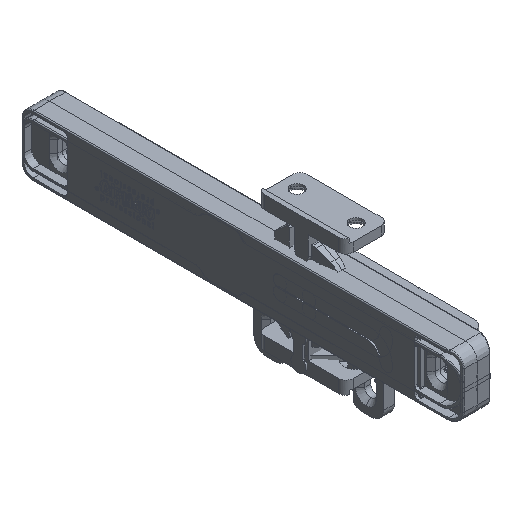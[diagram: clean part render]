
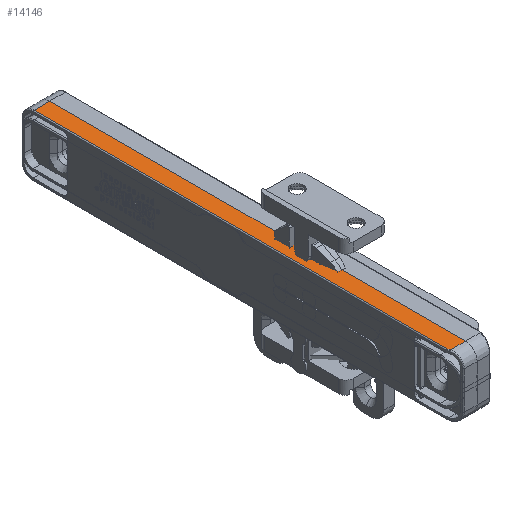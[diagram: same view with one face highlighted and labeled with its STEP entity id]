
A CAD part, isometric view. The second image highlights one B-rep face of the part: STEP entity #14146.
In plain terms, the highlighted face is planar.
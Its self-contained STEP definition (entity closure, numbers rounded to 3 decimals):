
#620 = LINE ( 'NONE', #6197, #2509 ) ;
#1167 = ORIENTED_EDGE ( 'NONE', *, *, #15258, .F. ) ;
#2509 = VECTOR ( 'NONE', #24392, 1000. ) ;
#2975 = VERTEX_POINT ( 'NONE', #16765 ) ;
#3377 = CARTESIAN_POINT ( 'NONE',  ( 64.425, -8.7, 40.029 ) ) ;
#4692 = LINE ( 'NONE', #3377, #23710 ) ;
#5174 = CARTESIAN_POINT ( 'NONE',  ( 72., -9., 5.6 ) ) ;
#6197 = CARTESIAN_POINT ( 'NONE',  ( 72., -8.954, 10.903 ) ) ;
#7485 = CARTESIAN_POINT ( 'NONE',  ( 72., -9., 5.6 ) ) ;
#7609 = CARTESIAN_POINT ( 'NONE',  ( 72., -8.954, 10.903 ) ) ;
#10901 = EDGE_CURVE ( 'NONE', #21628, #19083, #34198, .T. ) ;
#11501 = DIRECTION ( 'NONE',  ( 0., -0.009, -1. ) ) ;
#12508 = CARTESIAN_POINT ( 'NONE',  ( -69., -9., 5.6 ) ) ;
#14146 = ADVANCED_FACE ( 'NONE', ( #31666 ), #14560, .T. ) ;
#14560 = PLANE ( 'NONE',  #38896 ) ;
#15081 = DIRECTION ( 'NONE',  ( 0., 0.009, 1. ) ) ;
#15258 = EDGE_CURVE ( 'NONE', #2975, #25474, #620, .T. ) ;
#15611 = LINE ( 'NONE', #5174, #37114 ) ;
#16670 = CARTESIAN_POINT ( 'NONE',  ( 72., -9., 5.6 ) ) ;
#16765 = CARTESIAN_POINT ( 'NONE',  ( -67.967, -8.954, 10.903 ) ) ;
#18310 = DIRECTION ( 'NONE',  ( 1., 0., 0. ) ) ;
#19064 = EDGE_CURVE ( 'NONE', #21628, #2975, #4692, .T. ) ;
#19083 = VERTEX_POINT ( 'NONE', #12508 ) ;
#20788 = CARTESIAN_POINT ( 'NONE',  ( 72., -9., 5.6 ) ) ;
#21537 = DIRECTION ( 'NONE',  ( 0.977, 0.002, 0.215 ) ) ;
#21628 = VERTEX_POINT ( 'NONE', #27060 ) ;
#23587 = ORIENTED_EDGE ( 'NONE', *, *, #19064, .F. ) ;
#23710 = VECTOR ( 'NONE', #21537, 1000. ) ;
#24258 = EDGE_CURVE ( 'NONE', #19083, #30196, #15611, .T. ) ;
#24392 = DIRECTION ( 'NONE',  ( 1., 0., 0. ) ) ;
#25474 = VERTEX_POINT ( 'NONE', #7609 ) ;
#27060 = CARTESIAN_POINT ( 'NONE',  ( -69., -8.956, 10.675 ) ) ;
#28020 = ORIENTED_EDGE ( 'NONE', *, *, #10901, .T. ) ;
#28484 = EDGE_LOOP ( 'NONE', ( #23587, #28020, #36198, #32255, #1167 ) ) ;
#30196 = VERTEX_POINT ( 'NONE', #7485 ) ;
#31331 = CARTESIAN_POINT ( 'NONE',  ( -69., -9., 5.6 ) ) ;
#31666 = FACE_OUTER_BOUND ( 'NONE', #28484, .T. ) ;
#31710 = LINE ( 'NONE', #16670, #38835 ) ;
#32213 = EDGE_CURVE ( 'NONE', #30196, #25474, #31710, .T. ) ;
#32255 = ORIENTED_EDGE ( 'NONE', *, *, #32213, .T. ) ;
#32283 = VECTOR ( 'NONE', #34389, 1000. ) ;
#32879 = DIRECTION ( 'NONE',  ( 0., -1., 0.009 ) ) ;
#34198 = LINE ( 'NONE', #31331, #32283 ) ;
#34389 = DIRECTION ( 'NONE',  ( 0., -0.009, -1. ) ) ;
#36198 = ORIENTED_EDGE ( 'NONE', *, *, #24258, .T. ) ;
#37114 = VECTOR ( 'NONE', #18310, 1000. ) ;
#38835 = VECTOR ( 'NONE', #15081, 1000. ) ;
#38896 = AXIS2_PLACEMENT_3D ( 'NONE', #20788, #32879, #11501 ) ;
